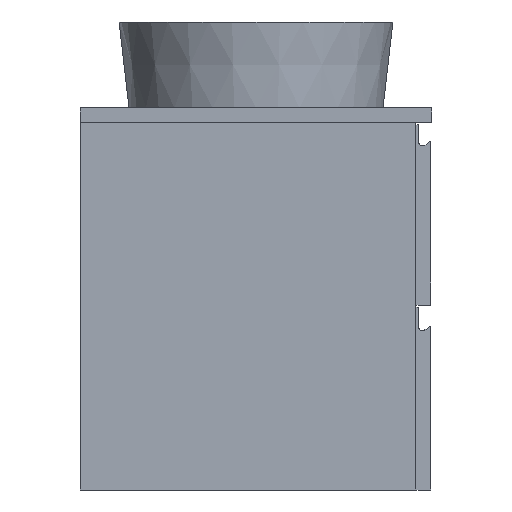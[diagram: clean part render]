
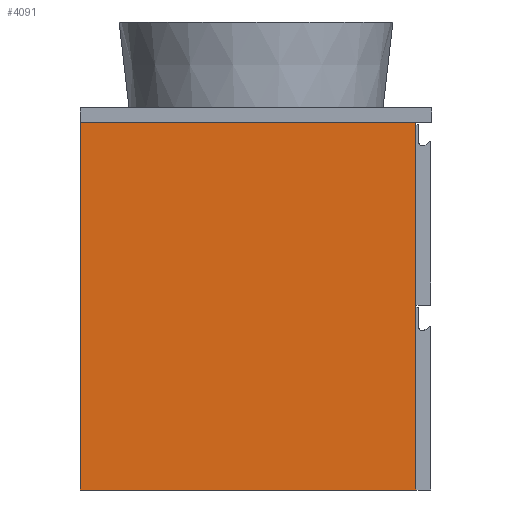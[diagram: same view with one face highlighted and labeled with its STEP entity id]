
A CAD part, left-side view. The second image highlights one B-rep face of the part: STEP entity #4091.
In plain terms, the highlighted planar face has unit normal (-1, 0, 0).
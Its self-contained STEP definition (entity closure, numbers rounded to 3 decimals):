
#466=FACE_OUTER_BOUND('',#724,.T.);
#724=EDGE_LOOP('',(#3275,#3276,#3277,#3278));
#1133=LINE('',#6514,#1555);
#1137=LINE('',#6522,#1559);
#1140=LINE('',#6528,#1562);
#1143=LINE('',#6533,#1565);
#1555=VECTOR('',#5289,1.);
#1559=VECTOR('',#5295,1.);
#1562=VECTOR('',#5300,1.);
#1565=VECTOR('',#5305,1.);
#1891=VERTEX_POINT('',#6512);
#1892=VERTEX_POINT('',#6513);
#1895=VERTEX_POINT('',#6521);
#1897=VERTEX_POINT('',#6527);
#2366=EDGE_CURVE('',#1891,#1892,#1133,.T.);
#2370=EDGE_CURVE('',#1892,#1895,#1137,.T.);
#2373=EDGE_CURVE('',#1895,#1897,#1140,.T.);
#2376=EDGE_CURVE('',#1897,#1891,#1143,.T.);
#3275=ORIENTED_EDGE('',*,*,#2376,.T.);
#3276=ORIENTED_EDGE('',*,*,#2366,.T.);
#3277=ORIENTED_EDGE('',*,*,#2370,.T.);
#3278=ORIENTED_EDGE('',*,*,#2373,.T.);
#3902=PLANE('',#4447);
#4091=ADVANCED_FACE('',(#466),#3902,.T.);
#4447=AXIS2_PLACEMENT_3D('',#6536,#5309,#5310);
#5289=DIRECTION('',(0.,0.,-1.));
#5295=DIRECTION('',(0.,-1.,0.));
#5300=DIRECTION('',(0.,0.,1.));
#5305=DIRECTION('',(0.,1.,0.));
#5309=DIRECTION('center_axis',(-1.,0.,0.));
#5310=DIRECTION('ref_axis',(0.,0.,1.));
#6512=CARTESIAN_POINT('',(0.,0.,471.));
#6513=CARTESIAN_POINT('',(0.,0.,0.));
#6514=CARTESIAN_POINT('',(0.,0.,471.));
#6521=CARTESIAN_POINT('',(0.,-430.,0.));
#6522=CARTESIAN_POINT('',(0.,0.,0.));
#6527=CARTESIAN_POINT('',(0.,-430.,471.));
#6528=CARTESIAN_POINT('',(0.,-430.,0.));
#6533=CARTESIAN_POINT('',(0.,-430.,471.));
#6536=CARTESIAN_POINT('Origin',(0.,-215.,235.5));
